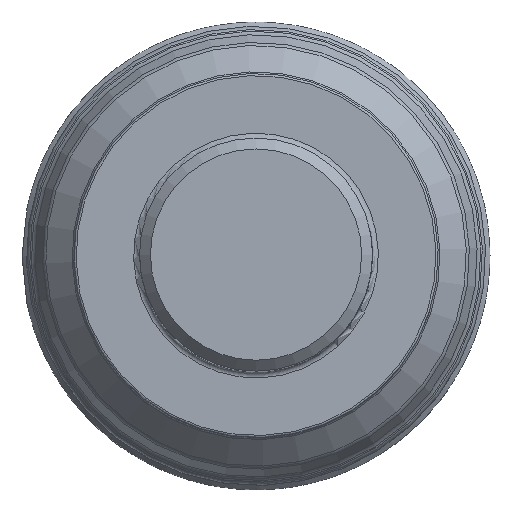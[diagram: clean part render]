
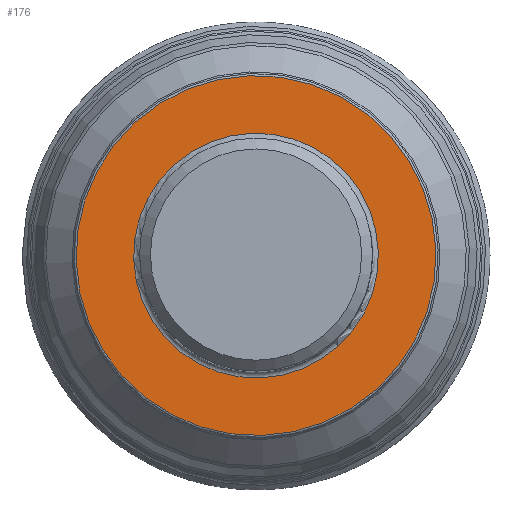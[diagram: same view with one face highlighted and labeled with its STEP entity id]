
A CAD part, top view. The second image highlights one B-rep face of the part: STEP entity #176.
In plain terms, the highlighted planar face has unit normal (0, 0, 1).
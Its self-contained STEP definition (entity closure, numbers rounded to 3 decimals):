
#145=FACE_BOUND('',#218,.T.);
#146=FACE_BOUND('',#219,.T.);
#176=ADVANCED_FACE('CN_SU3',(#145,#146),#187,.T.);
#187=PLANE('',#463);
#218=EDGE_LOOP('',(#262));
#219=EDGE_LOOP('',(#263));
#262=ORIENTED_EDGE('',*,*,#317,.T.);
#263=ORIENTED_EDGE('',*,*,#318,.T.);
#294=VERTEX_POINT('',#652);
#295=VERTEX_POINT('',#654);
#317=EDGE_CURVE('',#294,#294,#339,.T.);
#318=EDGE_CURVE('',#295,#295,#340,.T.);
#339=CIRCLE('',#461,24.7);
#340=CIRCLE('',#462,16.796);
#461=AXIS2_PLACEMENT_3D('',#651,#553,#554);
#462=AXIS2_PLACEMENT_3D('',#653,#555,#556);
#463=AXIS2_PLACEMENT_3D('',#655,#557,#558);
#553=DIRECTION('',(0.,0.,1.));
#554=DIRECTION('',(0.978,0.208,0.));
#555=DIRECTION('',(0.,0.,-1.));
#556=DIRECTION('',(0.978,0.208,0.));
#557=DIRECTION('',(0.,0.,1.));
#558=DIRECTION('',(0.978,0.208,0.));
#651=CARTESIAN_POINT('',(0.,0.,-80.));
#652=CARTESIAN_POINT('',(24.16,5.135,-80.));
#653=CARTESIAN_POINT('',(0.,0.,-80.));
#654=CARTESIAN_POINT('',(16.429,3.492,-80.));
#655=CARTESIAN_POINT('',(-25.,0.,-80.));
